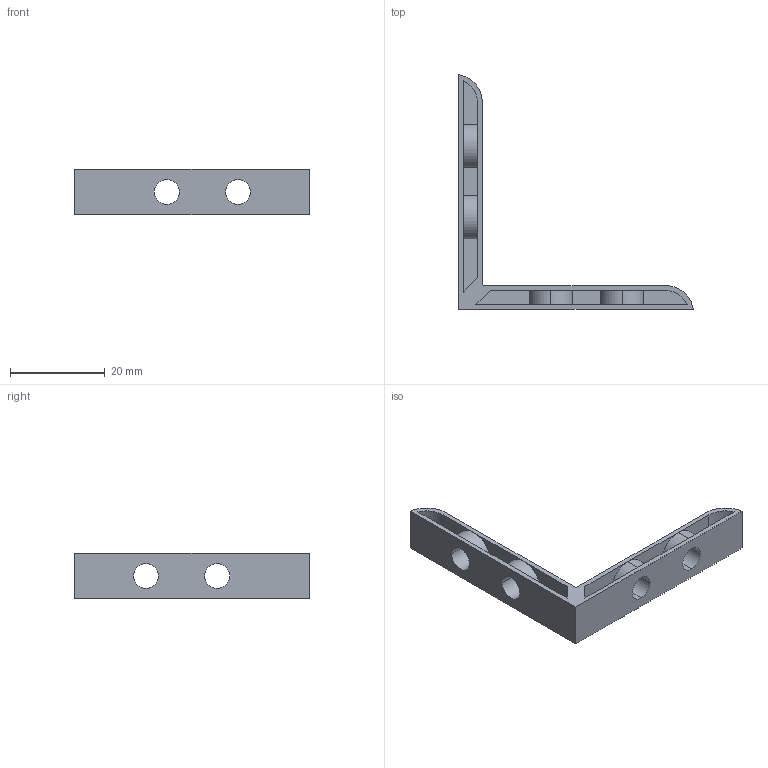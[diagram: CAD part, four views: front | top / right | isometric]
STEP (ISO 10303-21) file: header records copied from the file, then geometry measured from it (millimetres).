
FILE_DESCRIPTION (( 'STEP AP214' ), '1' );
FILE_NAME ('A497 Äâîéíîé âíóòðåííèé óãëîâîé ñîåäèíèòåëü, ïàç 8.STEP', '2021-08-04T09:52:36', ( 'Windows User' ), ( '' ), 'SwSTEP 2.0', 'SolidWorks 2021', '' );
FILE_SCHEMA (( 'AUTOMOTIVE_DESIGN' ));
Length unit declared in the file: millimetre
Products named in the file (1): A497 Äâîéíîé âíóòðåííèé óãëîâîé ñîåäèíèòåëü, ïàç 8
Bounding box: 49.5 x 49.5 x 9.5 mm (x, y, z)
Volume: 2714.3 mm3; surface area: 3834 mm2
Topology: 1 solids, 1 shells, 68 faces, 169 edges, 106 vertices
Faces by surface type: plane 43, cylinder 25
Entity records: 2153 total; most frequent: DIRECTION 369, CARTESIAN_POINT 344, ORIENTED_EDGE 338, EDGE_CURVE 169, AXIS2_PLACEMENT_3D 131, LINE 107, VECTOR 107, VERTEX_POINT 106
